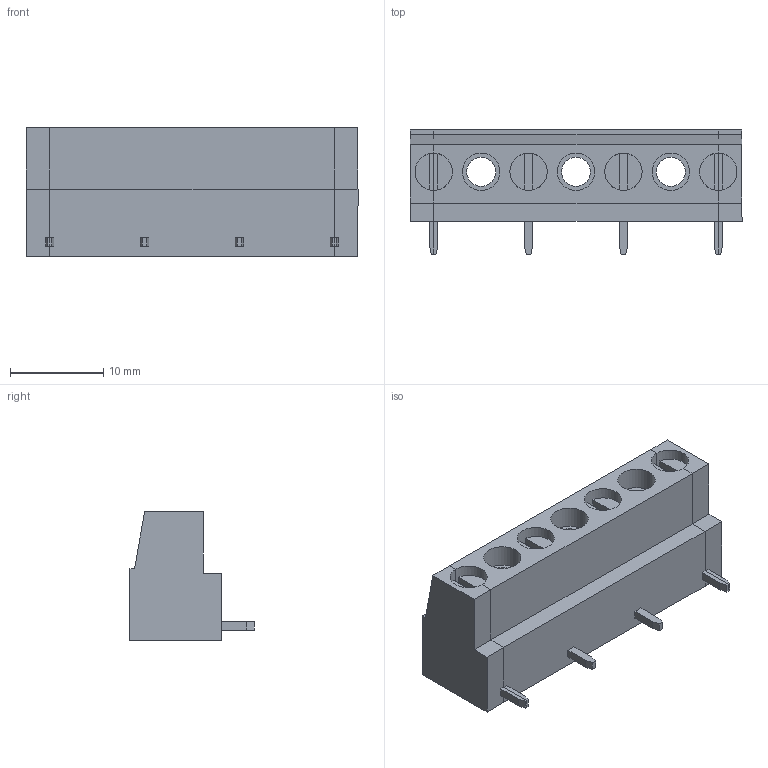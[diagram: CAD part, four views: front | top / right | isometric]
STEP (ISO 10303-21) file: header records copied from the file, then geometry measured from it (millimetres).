
FILE_DESCRIPTION(/* description */ ('Unknown'),/* implementation_level */ '2;1');
FILE_NAME(/* name */ '691242600004',/* time_stamp */ '2016-05-03T16:28:20+02:00',/* author */ ('Unknown'),/* organization */ ('Unknown'),/* preprocessor_version */ 'ST-DEVELOPER v16',/* originating_system */ 'DEX',/* authorisation */ $);
FILE_SCHEMA (('AUTOMOTIVE_DESIGN {1 0 10303 214 3 1 1}'));
Length unit declared in the file: millimetre
Products named in the file (4): 6912426000xx; 6912426000xx_DX; 691242600004; 6912426000xx_SX
Assembly tree (3 placements, depth 2):
  6912426000xx
    6912426000xx_DX
    691242600004
    6912426000xx_SX
Bounding box: 35.56 x 13.3 x 13.8 mm (x, y, z)
Volume: 2927.7 mm3; surface area: 3372.8 mm2
Topology: 3 solids, 3 shells, 236 faces, 620 edges, 404 vertices
Faces by surface type: plane 224, cylinder 12
Full cylindrical faces by diameter (mm): 3.1 x3, 4 x5
Entity records: 8817 total; most frequent: CARTESIAN_POINT 1252, ORIENTED_EDGE 1220, DIRECTION 1128, EDGE_CURVE 610, LINE 572, VECTOR 572, VERTEX_POINT 402, AXIS2_PLACEMENT_3D 278
